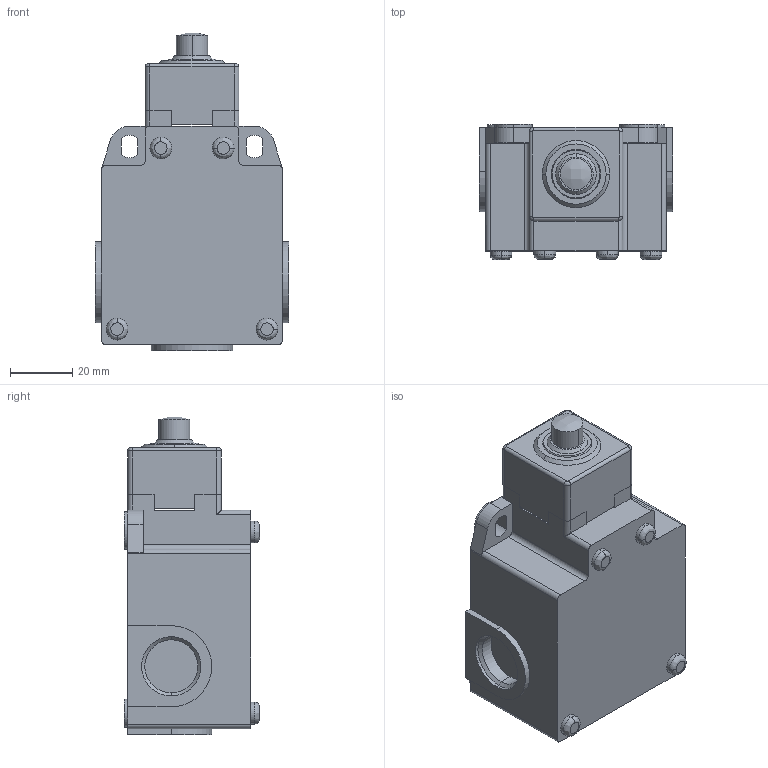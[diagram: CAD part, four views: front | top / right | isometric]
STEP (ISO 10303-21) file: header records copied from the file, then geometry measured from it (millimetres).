
FILE_DESCRIPTION (( 'STEP AP214' ), '1' );
FILE_NAME ('ABM6E11Z11.step', '2017-12-19T21:05:25', ( '' ), ( '' ), 'SwSTEP 2.0', 'SolidWorks 2017', '' );
FILE_SCHEMA (( 'AUTOMOTIVE_DESIGN' ));
Length unit declared in the file: inch
Products named in the file (1): ABM6E11Z11
Bounding box: 62 x 43.3 x 101.85 mm (x, y, z)
Volume: 165918.3 mm3; surface area: 25938.6 mm2
Topology: 3 solids, 3 shells, 172 faces, 431 edges, 280 vertices
Faces by surface type: plane 77, cylinder 70, cone 12, bspline 9, torus 4
Entity records: 7574 total; most frequent: CARTESIAN_POINT 1049, DIRECTION 919, ORIENTED_EDGE 862, EDGE_CURVE 431, AXIS2_PLACEMENT_3D 334, VERTEX_POINT 280, LINE 251, VECTOR 251
